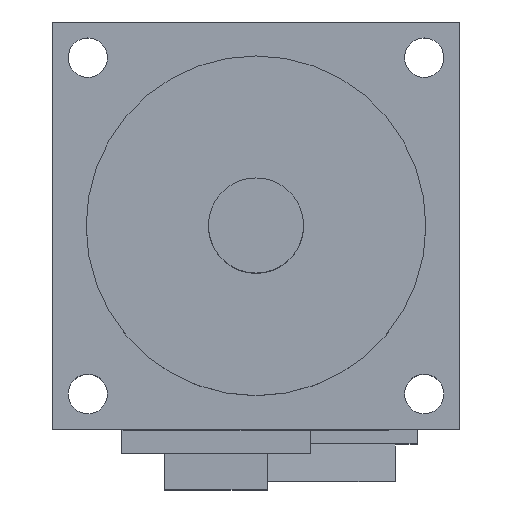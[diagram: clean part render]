
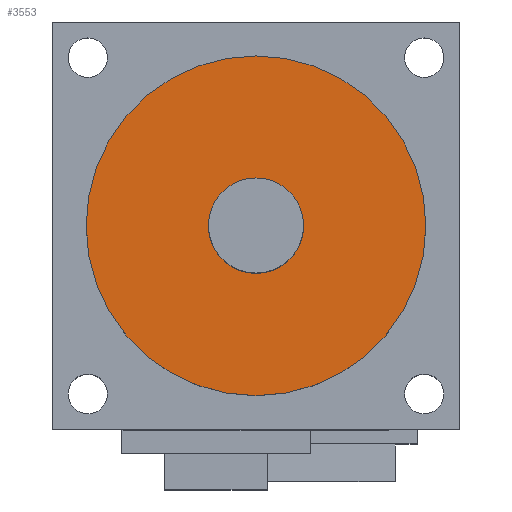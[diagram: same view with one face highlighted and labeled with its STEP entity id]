
A CAD part, top view. The second image highlights one B-rep face of the part: STEP entity #3553.
In plain terms, the highlighted planar face has unit normal (0, 0, 1).
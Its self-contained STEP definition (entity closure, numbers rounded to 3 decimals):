
#1248=CARTESIAN_POINT('',(0.,0.,3.));
#1249=DIRECTION('',(0.,0.,-1.));
#1250=DIRECTION('',(1.,0.,0.));
#1251=AXIS2_PLACEMENT_3D('',#1248,#1249,#1250);
#1253=CARTESIAN_POINT('',(0.,0.,3.));
#1254=DIRECTION('',(0.,0.,-1.));
#1255=DIRECTION('',(-1.,0.,0.));
#1256=AXIS2_PLACEMENT_3D('',#1253,#1254,#1255);
#1258=CARTESIAN_POINT('',(0.,0.,3.));
#1259=DIRECTION('',(0.,0.,1.));
#1260=DIRECTION('',(-1.,0.,0.));
#1261=AXIS2_PLACEMENT_3D('',#1258,#1259,#1260);
#1263=CARTESIAN_POINT('',(0.,0.,3.));
#1264=DIRECTION('',(0.,0.,1.));
#1265=DIRECTION('',(1.,0.,0.));
#1266=AXIS2_PLACEMENT_3D('',#1263,#1264,#1265);
#1682=CARTESIAN_POINT('',(-25.,0.,3.));
#1683=VERTEX_POINT('',#1682);
#1684=CARTESIAN_POINT('',(25.,0.,3.));
#1685=VERTEX_POINT('',#1684);
#1686=CARTESIAN_POINT('',(-7.,0.,3.));
#1687=CARTESIAN_POINT('',(7.,0.,3.));
#1688=VERTEX_POINT('',#1686);
#1689=VERTEX_POINT('',#1687);
#3538=CARTESIAN_POINT('',(0.,0.,3.));
#3539=DIRECTION('',(0.,0.,1.));
#3540=DIRECTION('',(-1.,0.,0.));
#3541=AXIS2_PLACEMENT_3D('',#3538,#3539,#3540);
#3542=PLANE('',#3541);
#3543=ORIENTED_EDGE('',*,*,#3518,.T.);
#3544=ORIENTED_EDGE('',*,*,#3532,.T.);
#3545=EDGE_LOOP('',(#3543,#3544));
#3546=FACE_OUTER_BOUND('',#3545,.F.);
#3548=ORIENTED_EDGE('',*,*,#3547,.T.);
#3550=ORIENTED_EDGE('',*,*,#3549,.T.);
#3551=EDGE_LOOP('',(#3548,#3550));
#3552=FACE_BOUND('',#3551,.F.);
#3553=ADVANCED_FACE('',(#3546,#3552),#3542,.T.);
#1252=CIRCLE('',#1251,25.);
#1257=CIRCLE('',#1256,25.);
#1262=CIRCLE('',#1261,7.);
#1267=CIRCLE('',#1266,7.);
#3518=EDGE_CURVE('',#1685,#1683,#1252,.T.);
#3532=EDGE_CURVE('',#1683,#1685,#1257,.T.);
#3547=EDGE_CURVE('',#1688,#1689,#1262,.T.);
#3549=EDGE_CURVE('',#1689,#1688,#1267,.T.);
